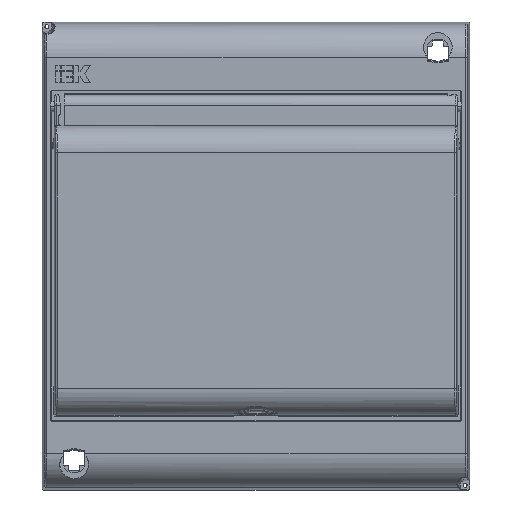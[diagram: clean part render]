
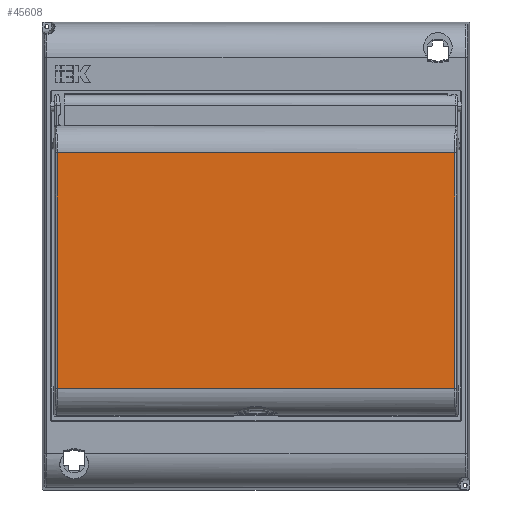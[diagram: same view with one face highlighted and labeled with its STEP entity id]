
A CAD part, top view. The second image highlights one B-rep face of the part: STEP entity #45608.
In plain terms, the highlighted planar face has unit normal (0, 0, 1).
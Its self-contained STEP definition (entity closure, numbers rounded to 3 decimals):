
#1302 = LINE ( 'NONE', #30159, #59656 ) ;
#4248 = VERTEX_POINT ( 'NONE', #50295 ) ;
#4647 = EDGE_LOOP ( 'NONE', ( #37108, #46335, #27795, #7738 ) ) ;
#4934 = CARTESIAN_POINT ( 'NONE',  ( 59.064, 30.493, 83. ) ) ;
#5127 = CARTESIAN_POINT ( 'NONE',  ( 59.064, 30.493, 83. ) ) ;
#5784 = VERTEX_POINT ( 'NONE', #53928 ) ;
#6572 = VECTOR ( 'NONE', #23474, 1000. ) ;
#6891 = CARTESIAN_POINT ( 'NONE',  ( 0., -0.2, 83. ) ) ;
#7738 = ORIENTED_EDGE ( 'NONE', *, *, #58989, .T. ) ;
#8437 = EDGE_CURVE ( 'NONE', #5784, #4248, #58554, .T. ) ;
#10191 = EDGE_CURVE ( 'NONE', #21412, #34036, #19383, .T. ) ;
#15722 = PLANE ( 'NONE',  #18525 ) ;
#18525 = AXIS2_PLACEMENT_3D ( 'NONE', #6891, #30113, #49329 ) ;
#19383 = LINE ( 'NONE', #43575, #53370 ) ;
#19615 = CARTESIAN_POINT ( 'NONE',  ( 59.555, -39.393, 83. ) ) ;
#21412 = VERTEX_POINT ( 'NONE', #5127 ) ;
#21654 = FACE_OUTER_BOUND ( 'NONE', #4647, .T. ) ;
#23474 = DIRECTION ( 'NONE',  ( 0., 1., 0. ) ) ;
#27795 = ORIENTED_EDGE ( 'NONE', *, *, #8437, .T. ) ;
#29501 = CARTESIAN_POINT ( 'NONE',  ( -59.064, 30.493, 83. ) ) ;
#29739 = DIRECTION ( 'NONE',  ( -1., 0., 0. ) ) ;
#30113 = DIRECTION ( 'NONE',  ( 0., 0., 1. ) ) ;
#30159 = CARTESIAN_POINT ( 'NONE',  ( -59.064, -39.393, 83. ) ) ;
#34036 = VERTEX_POINT ( 'NONE', #29501 ) ;
#37108 = ORIENTED_EDGE ( 'NONE', *, *, #10191, .T. ) ;
#39700 = DIRECTION ( 'NONE',  ( 1., 0., 0. ) ) ;
#43575 = CARTESIAN_POINT ( 'NONE',  ( -59.555, 30.493, 83. ) ) ;
#43932 = EDGE_CURVE ( 'NONE', #34036, #5784, #1302, .T. ) ;
#44649 = DIRECTION ( 'NONE',  ( 0., -1., 0. ) ) ;
#45608 = ADVANCED_FACE ( 'NONE', ( #21654 ), #15722, .T. ) ;
#45648 = VECTOR ( 'NONE', #39700, 1000. ) ;
#46335 = ORIENTED_EDGE ( 'NONE', *, *, #43932, .T. ) ;
#47359 = LINE ( 'NONE', #4934, #6572 ) ;
#49329 = DIRECTION ( 'NONE',  ( 1., 0., 0. ) ) ;
#50295 = CARTESIAN_POINT ( 'NONE',  ( 59.064, -39.393, 83. ) ) ;
#53370 = VECTOR ( 'NONE', #29739, 1000. ) ;
#53928 = CARTESIAN_POINT ( 'NONE',  ( -59.064, -39.393, 83. ) ) ;
#58554 = LINE ( 'NONE', #19615, #45648 ) ;
#58989 = EDGE_CURVE ( 'NONE', #4248, #21412, #47359, .T. ) ;
#59656 = VECTOR ( 'NONE', #44649, 1000. ) ;
